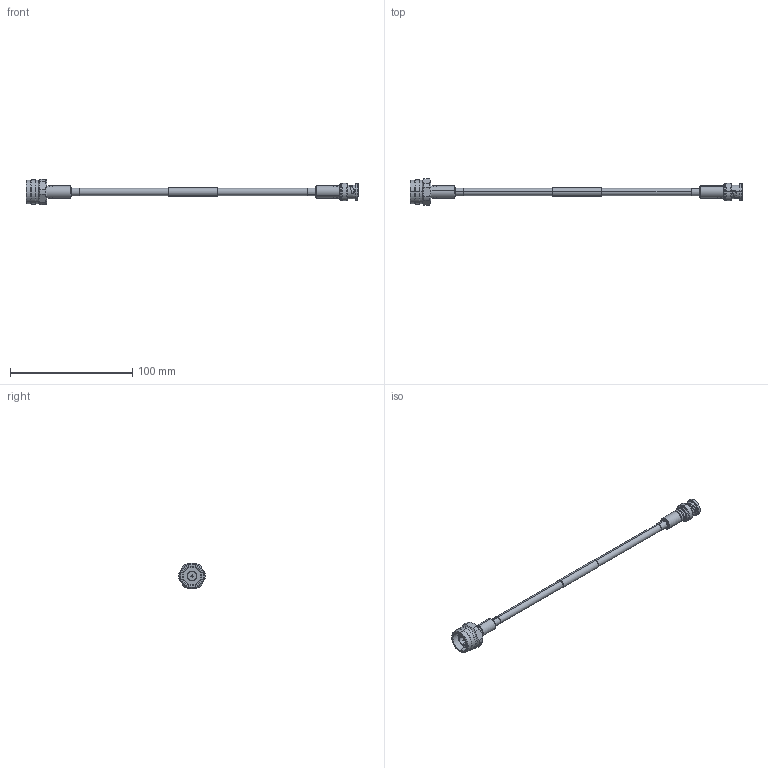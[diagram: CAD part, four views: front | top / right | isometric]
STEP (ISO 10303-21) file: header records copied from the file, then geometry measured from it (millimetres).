
FILE_DESCRIPTION (( 'STEP AP214' ), '1' );
FILE_NAME ('FMC00932_3D.step', '2023-03-06T20:10:57', ( '' ), ( '' ), 'SwSTEP 2.0', 'SolidWorks 2022', '' );
FILE_SCHEMA (( 'AUTOMOTIVE_DESIGN' ));
Length unit declared in the file: inch
Products named in the file (8): heat shrink^FMC00932_conn 1; TC-240-BM-X^FMC00932; LMR-240^FMC00932; FMC00932_3D; TC-240-NMH-X_c-contact; TC-240-NMH-X; TC-240-NMH-X_ferrule; TC-240-NMH-X_body
Assembly tree (8 placements, depth 3):
  FMC00932_3D
    LMR-240^FMC00932
    TC-240-NMH-X
      TC-240-NMH-X_body
      TC-240-NMH-X_c-contact
      TC-240-NMH-X_ferrule
    heat shrink^FMC00932_conn 1  x2
    TC-240-BM-X^FMC00932
Bounding box: 272.08 x 21.98 x 20.54 mm (x, y, z)
Volume: 12745.8 mm3; surface area: 15886.8 mm2
Topology: 10 solids, 10 shells, 359 faces, 791 edges, 470 vertices
Faces by surface type: cylinder 153, cone 96, plane 78, torus 22, bspline 8, sphere 2
Entity records: 12418 total; most frequent: CARTESIAN_POINT 2234, DIRECTION 1727, ORIENTED_EDGE 1482, EDGE_CURVE 741, AXIS2_PLACEMENT_3D 715, VERTEX_POINT 446, EDGE_LOOP 377, CIRCLE 374
